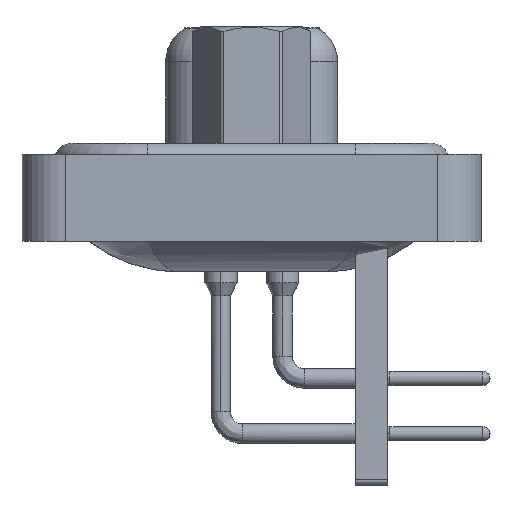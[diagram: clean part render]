
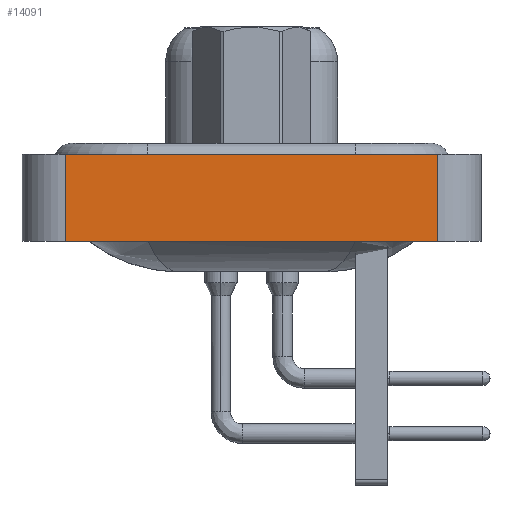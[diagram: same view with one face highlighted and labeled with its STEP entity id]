
A CAD part, left-side view. The second image highlights one B-rep face of the part: STEP entity #14091.
In plain terms, the highlighted planar face has unit normal (-1, 0, 0).
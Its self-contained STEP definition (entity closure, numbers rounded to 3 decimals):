
#189 = DIRECTION ( 'NONE',  ( 0., 0., 1. ) ) ;
#906 = EDGE_CURVE ( 'NONE', #29427, #10168, #15328, .T. ) ;
#2471 = EDGE_LOOP ( 'NONE', ( #21314, #2541, #12401, #12314 ) ) ;
#2541 = ORIENTED_EDGE ( 'NONE', *, *, #21081, .F. ) ;
#3466 = CARTESIAN_POINT ( 'NONE',  ( -7.35, -8.55, 0.4 ) ) ;
#5158 = LINE ( 'NONE', #28073, #27304 ) ;
#6337 = CARTESIAN_POINT ( 'NONE',  ( -7.35, 8.55, -3.6 ) ) ;
#7165 = DIRECTION ( 'NONE',  ( 0., -1., 0. ) ) ;
#7274 = CARTESIAN_POINT ( 'NONE',  ( -7.35, -8.55, 0.4 ) ) ;
#9161 = LINE ( 'NONE', #23438, #24369 ) ;
#9281 = EDGE_CURVE ( 'NONE', #29427, #26108, #5158, .T. ) ;
#10064 = EDGE_CURVE ( 'NONE', #26108, #24119, #9161, .T. ) ;
#10168 = VERTEX_POINT ( 'NONE', #25994 ) ;
#10613 = VECTOR ( 'NONE', #25007, 1000. ) ;
#11856 = FACE_OUTER_BOUND ( 'NONE', #2471, .T. ) ;
#12314 = ORIENTED_EDGE ( 'NONE', *, *, #9281, .T. ) ;
#12401 = ORIENTED_EDGE ( 'NONE', *, *, #906, .F. ) ;
#14091 = ADVANCED_FACE ( 'NONE', ( #11856 ), #26597, .T. ) ;
#14161 = VECTOR ( 'NONE', #7165, 1000. ) ;
#15328 = LINE ( 'NONE', #18314, #10613 ) ;
#16498 = DIRECTION ( 'NONE',  ( 0., -1., 0. ) ) ;
#16552 = CARTESIAN_POINT ( 'NONE',  ( -7.35, -8.55, -3.6 ) ) ;
#16574 = AXIS2_PLACEMENT_3D ( 'NONE', #19888, #17362, #17163 ) ;
#17163 = DIRECTION ( 'NONE',  ( 0., 0., 1. ) ) ;
#17362 = DIRECTION ( 'NONE',  ( -1., 0., 0. ) ) ;
#18314 = CARTESIAN_POINT ( 'NONE',  ( -7.35, 8.55, -3.6 ) ) ;
#19888 = CARTESIAN_POINT ( 'NONE',  ( -7.35, -8.55, -3.6 ) ) ;
#21081 = EDGE_CURVE ( 'NONE', #10168, #24119, #29435, .T. ) ;
#21314 = ORIENTED_EDGE ( 'NONE', *, *, #10064, .T. ) ;
#23438 = CARTESIAN_POINT ( 'NONE',  ( -7.35, -8.55, -3.6 ) ) ;
#24119 = VERTEX_POINT ( 'NONE', #3466 ) ;
#24369 = VECTOR ( 'NONE', #189, 1000. ) ;
#25007 = DIRECTION ( 'NONE',  ( 0., 0., 1. ) ) ;
#25994 = CARTESIAN_POINT ( 'NONE',  ( -7.35, 8.55, 0.4 ) ) ;
#26108 = VERTEX_POINT ( 'NONE', #16552 ) ;
#26597 = PLANE ( 'NONE',  #16574 ) ;
#27304 = VECTOR ( 'NONE', #16498, 1000. ) ;
#28073 = CARTESIAN_POINT ( 'NONE',  ( -7.35, -8.55, -3.6 ) ) ;
#29427 = VERTEX_POINT ( 'NONE', #6337 ) ;
#29435 = LINE ( 'NONE', #7274, #14161 ) ;
